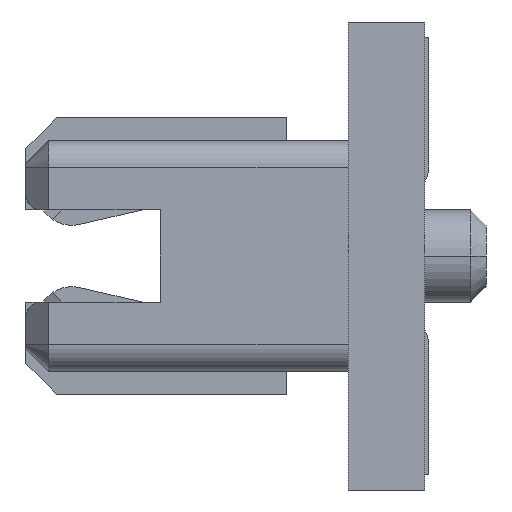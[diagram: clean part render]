
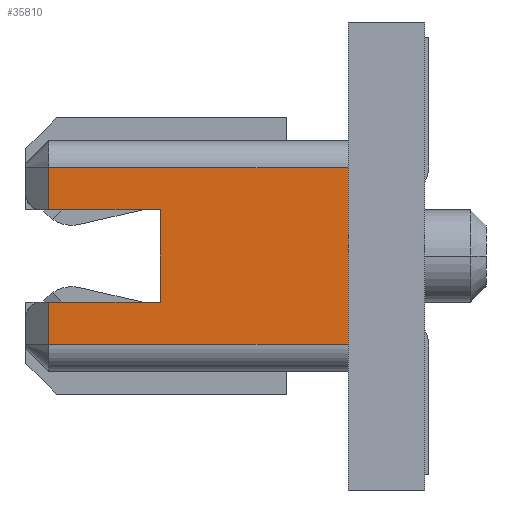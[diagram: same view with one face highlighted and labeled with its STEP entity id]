
A CAD part, left-side view. The second image highlights one B-rep face of the part: STEP entity #35810.
In plain terms, the highlighted planar face has unit normal (-1, 0, 0).
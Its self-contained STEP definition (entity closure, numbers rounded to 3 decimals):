
#10610=DIRECTION('',(0.,1.,0.));
#10611=VECTOR('',#10610,3.9);
#10612=CARTESIAN_POINT('',(-17.1,1.,1.15));
#10613=LINE('',#10612,#10611);
#10735=DIRECTION('',(0.,-1.,0.));
#10736=VECTOR('',#10735,3.9);
#10737=CARTESIAN_POINT('',(-17.1,4.9,
-1.15));
#10738=LINE('',#10737,#10736);
#10747=DIRECTION('',(0.,0.,1.));
#10748=VECTOR('',#10747,0.55);
#10749=CARTESIAN_POINT('',(-17.1,4.9,
-1.15));
#10750=LINE('',#10749,#10748);
#10779=DIRECTION('',(0.,1.,0.));
#10780=VECTOR('',#10779,1.45);
#10781=CARTESIAN_POINT('',(-17.1,3.45,-0.6));
#10782=LINE('',#10781,#10780);
#10783=DIRECTION('',(0.,0.,-1.));
#10784=VECTOR('',#10783,1.2);
#10785=CARTESIAN_POINT('',(-17.1,3.45,0.6));
#10786=LINE('',#10785,#10784);
#10787=DIRECTION('',(0.,-1.,0.));
#10788=VECTOR('',#10787,1.45);
#10789=CARTESIAN_POINT('',(-17.1,4.9,0.6));
#10790=LINE('',#10789,#10788);
#10791=DIRECTION('',(0.,0.,-1.));
#10792=VECTOR('',#10791,0.55);
#10793=CARTESIAN_POINT('',(-17.1,4.9,
1.15));
#10794=LINE('',#10793,#10792);
#10795=DIRECTION('',(0.,0.,1.));
#10796=VECTOR('',#10795,2.3);
#10797=CARTESIAN_POINT('',(-17.1,1.,-1.15));
#10798=LINE('',#10797,#10796);
#18975=CARTESIAN_POINT('',(-17.1,1.,-1.15));
#18976=VERTEX_POINT('',#18975);
#18977=CARTESIAN_POINT('',(-17.1,1.,1.15));
#18978=VERTEX_POINT('',#18977);
#19029=CARTESIAN_POINT('',(-17.1,4.9,1.15));
#19030=VERTEX_POINT('',#19029);
#19073=CARTESIAN_POINT('',(-17.1,4.9,-0.6));
#19074=VERTEX_POINT('',#19073);
#19075=CARTESIAN_POINT('',(-17.1,3.45,-0.6));
#19076=VERTEX_POINT('',#19075);
#19095=CARTESIAN_POINT('',(-17.1,3.45,0.6));
#19097=VERTEX_POINT('',#19095);
#19101=CARTESIAN_POINT('',(-17.1,4.9,0.6));
#19102=VERTEX_POINT('',#19101);
#19109=CARTESIAN_POINT('',(-17.1,4.9,
-1.15));
#19110=VERTEX_POINT('',#19109);
#35794=CARTESIAN_POINT('',(-17.1,2.95,0.));
#35795=DIRECTION('',(1.,0.,0.));
#35796=DIRECTION('',(0.,0.,1.));
#35797=AXIS2_PLACEMENT_3D('',#35794,#35795,#35796);
#35798=PLANE('',#35797);
#35799=ORIENTED_EDGE('',*,*,#35763,.T.);
#35800=ORIENTED_EDGE('',*,*,#27817,.F.);
#35802=ORIENTED_EDGE('',*,*,#35801,.F.);
#35803=ORIENTED_EDGE('',*,*,#31464,.F.);
#35804=ORIENTED_EDGE('',*,*,#35210,.F.);
#35805=ORIENTED_EDGE('',*,*,#35551,.F.);
#35806=ORIENTED_EDGE('',*,*,#35574,.F.);
#35807=ORIENTED_EDGE('',*,*,#35734,.F.);
#35808=EDGE_LOOP('',(#35799,#35800,#35802,#35803,#35804,#35805,#35806,#35807));
#35809=FACE_OUTER_BOUND('',#35808,.F.);
#27817=EDGE_CURVE('',#19076,#19074,#10782,.T.);
#31464=EDGE_CURVE('',#19102,#19097,#10790,.T.);
#35210=EDGE_CURVE('',#19030,#19102,#10794,.T.);
#35551=EDGE_CURVE('',#18978,#19030,#10613,.T.);
#35574=EDGE_CURVE('',#18976,#18978,#10798,.T.);
#35734=EDGE_CURVE('',#19110,#18976,#10738,.T.);
#35763=EDGE_CURVE('',#19110,#19074,#10750,.T.);
#35801=EDGE_CURVE('',#19097,#19076,#10786,.T.);
#35810=ADVANCED_FACE('',(#35809),#35798,.F.);
